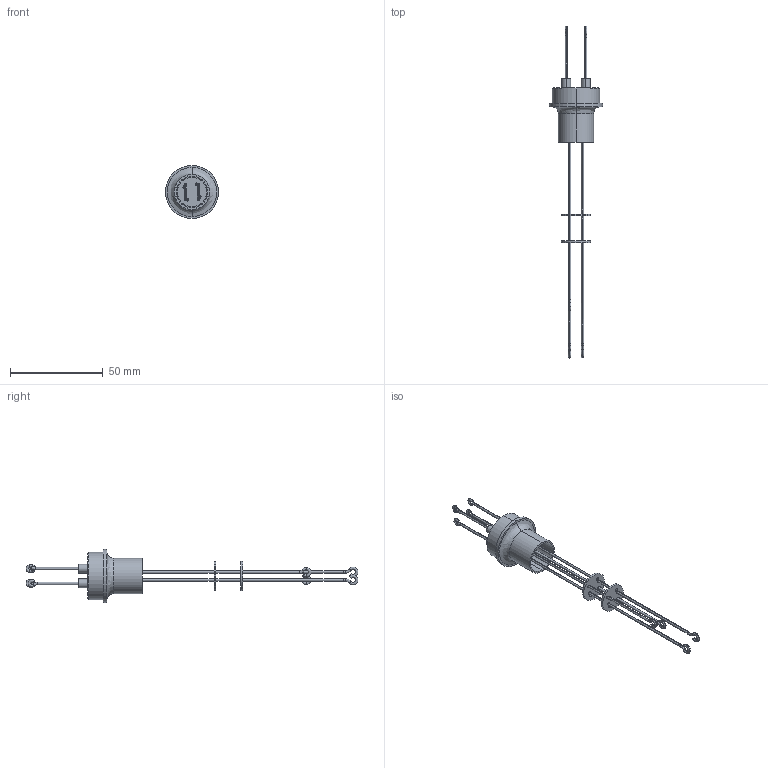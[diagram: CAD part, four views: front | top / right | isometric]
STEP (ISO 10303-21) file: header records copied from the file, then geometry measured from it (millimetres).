
FILE_DESCRIPTION (( 'STEP AP203' ), '1' );
FILE_NAME ('A0411-3-W.STEP', '2013-03-28T11:37:52', ( '' ), ( '' ), 'SwSTEP 2.0', 'SolidWorks 2012', '' );
FILE_SCHEMA (( 'CONFIG_CONTROL_DESIGN' ));
Length unit declared in the file: inch
Products named in the file (1): A0411-3-W
Bounding box: 28.57 x 178.82 x 28.57 mm (x, y, z)
Volume: 5021.2 mm3; surface area: 9797.9 mm2
Topology: 1 solids, 3 shells, 247 faces, 591 edges, 367 vertices
Faces by surface type: cylinder 117, bspline 76, plane 37, cone 17
Entity records: 8872 total; most frequent: CARTESIAN_POINT 3050, DIRECTION 1281, ORIENTED_EDGE 1182, EDGE_CURVE 591, AXIS2_PLACEMENT_3D 568, CIRCLE 396, VERTEX_POINT 367, EDGE_LOOP 300
